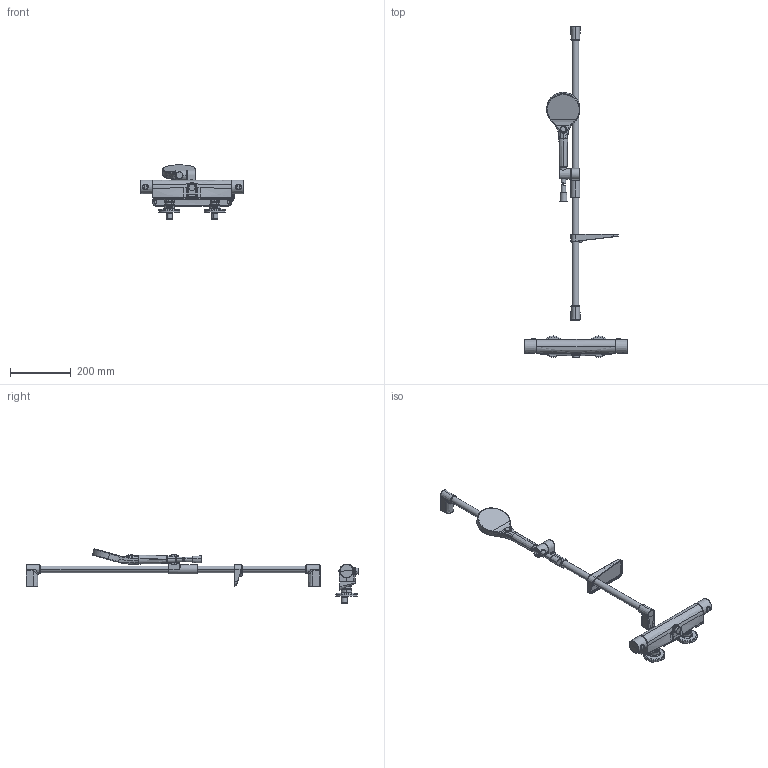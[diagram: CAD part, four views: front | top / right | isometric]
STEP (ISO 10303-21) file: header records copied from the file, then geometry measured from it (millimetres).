
FILE_DESCRIPTION (( 'STEP AP203' ), '1' );
FILE_NAME ('48130331(2023)+481303310009(2023).STEP', '2023-11-01T08:21:40', ( '' ), ( '' ), 'SwSTEP 2.0', 'SolidWorks 2016', '' );
FILE_SCHEMA (( 'CONFIG_CONTROL_DESIGN' ));
Length unit declared in the file: millimetre
Products named in the file (1): 48130331(2023)+481303310009(2023)
Bounding box: 342.5 x 1095.21 x 179.33 mm (x, y, z)
Volume: 2002397.4 mm3; surface area: 355756.6 mm2
Topology: 23 solids, 23 shells, 1187 faces, 2815 edges, 1648 vertices
Faces by surface type: bspline 707, cylinder 174, plane 142, cone 98, torus 46, sphere 20
Entity records: 81019 total; most frequent: CARTESIAN_POINT 59306, ORIENTED_EDGE 5536, DIRECTION 2960, EDGE_CURVE 2768, VERTEX_POINT 1649, B_SPLINE_CURVE_WITH_KNOTS 1439, AXIS2_PLACEMENT_3D 1274, EDGE_LOOP 1213
